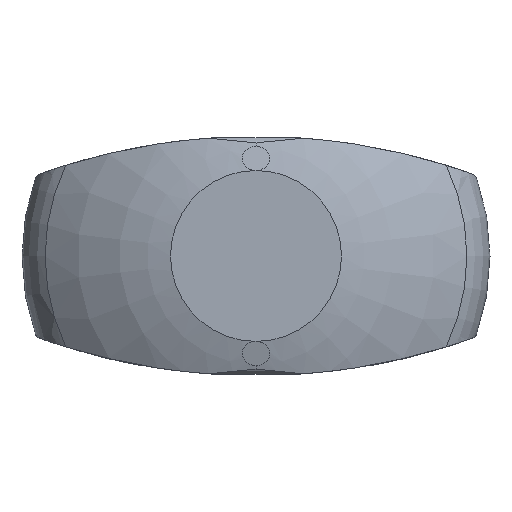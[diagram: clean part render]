
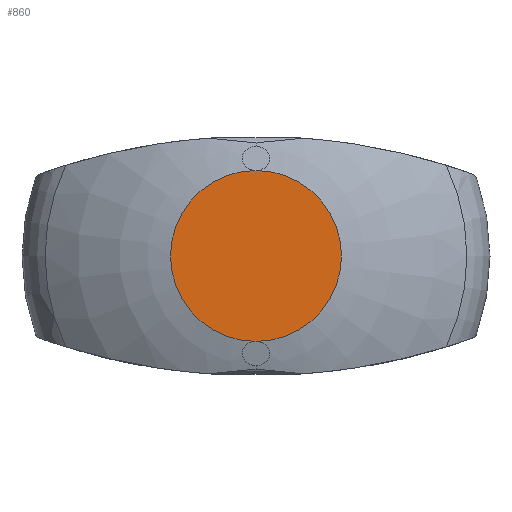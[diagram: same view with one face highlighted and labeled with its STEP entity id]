
A CAD part, top view. The second image highlights one B-rep face of the part: STEP entity #860.
In plain terms, the highlighted planar face has unit normal (0, 0, 1).
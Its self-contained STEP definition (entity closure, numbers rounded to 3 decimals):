
#766=VERTEX_POINT('',#1882);
#852=VERTEX_POINT('',#1973);
#860=ADVANCED_FACE('',(#1983),#1984,.T.);
#878=EDGE_CURVE('',#852,#766,#2005,.T.);
#1310=EDGE_CURVE('',#766,#852,#2470,.T.);
#1882=CARTESIAN_POINT('',(0.0,-8.95,40.5));
#1973=CARTESIAN_POINT('',(0.0,8.95,40.5));
#1983=FACE_OUTER_BOUND('',#3852,.T.);
#1984=PLANE('',#3853);
#2005=CIRCLE('',#3917,8.95);
#2470=CIRCLE('',#5502,8.95);
#3852=EDGE_LOOP('',(#7061,#7062));
#3853=AXIS2_PLACEMENT_3D('',#7063,#7064,#7065);
#3917=AXIS2_PLACEMENT_3D('',#7105,#7106,#7107);
#5502=AXIS2_PLACEMENT_3D('',#7569,#7570,#7571);
#7061=ORIENTED_EDGE('',*,*,#1310,.F.);
#7062=ORIENTED_EDGE('',*,*,#878,.F.);
#7063=CARTESIAN_POINT('',(-4.475,0.,40.5));
#7064=DIRECTION('',(0.,0.,1.0));
#7065=DIRECTION('',(1.0,0.,0.));
#7105=CARTESIAN_POINT('',(0.0,0.,40.5));
#7106=DIRECTION('',(-0.0,0.,-1.0));
#7107=DIRECTION('',(-1.0,0.0,0.0));
#7569=CARTESIAN_POINT('',(0.0,0.,40.5));
#7570=DIRECTION('',(-0.0,0.,-1.0));
#7571=DIRECTION('',(-1.0,0.0,0.0));
